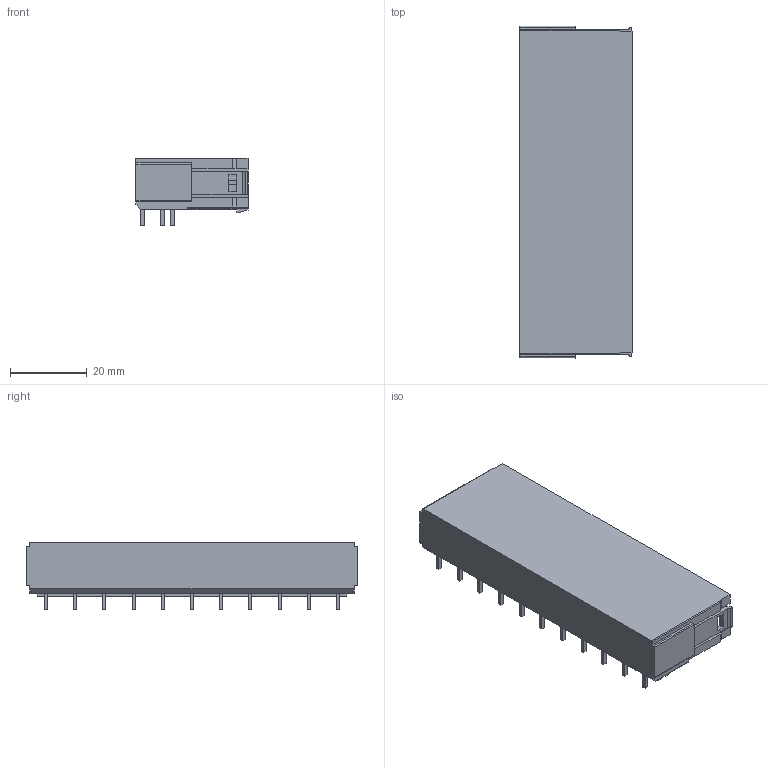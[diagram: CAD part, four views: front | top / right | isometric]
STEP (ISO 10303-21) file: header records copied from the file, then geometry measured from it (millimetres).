
FILE_DESCRIPTION((''),'2;1');
FILE_NAME('TLPHC-501RL','2024-09-12T11:04:52',('sheji'),(''),'CREO PARAMETRIC BY PTC INC, 2018100','CREO PARAMETRIC BY PTC INC, 2018100','');
FILE_SCHEMA(('CONFIG_CONTROL_DESIGN'));
Length unit declared in the file: millimetre
Products named in the file (1): TLPHC-501RL
Bounding box: 29.25 x 86.62 x 17.74 mm (x, y, z)
Volume: 21206 mm3; surface area: 17718.5 mm2
Topology: 1 solids, 1 shells, 906 faces, 2531 edges, 1680 vertices
Faces by surface type: plane 697, cylinder 209
Entity records: 28922 total; most frequent: CARTESIAN_POINT 5160, ORIENTED_EDGE 5062, DIRECTION 4745, EDGE_CURVE 2531, VECTOR 2113, LINE 2113, VERTEX_POINT 1680, AXIS2_PLACEMENT_3D 1316
